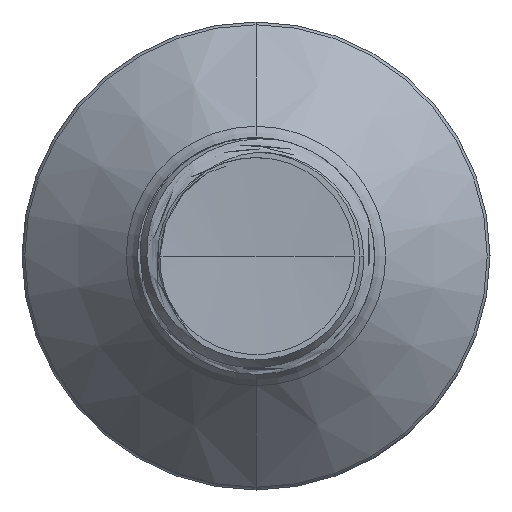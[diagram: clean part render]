
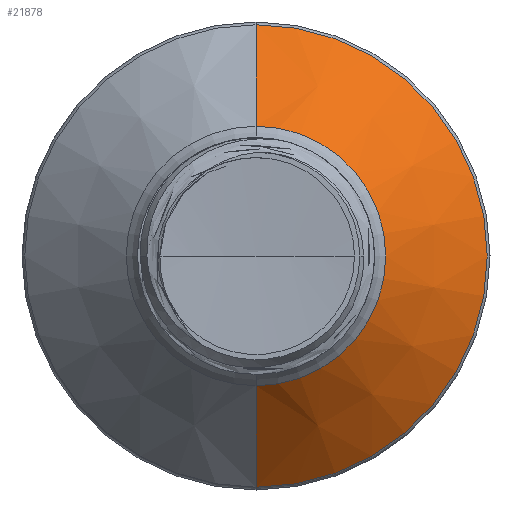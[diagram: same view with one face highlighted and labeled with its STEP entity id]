
A CAD part, front view. The second image highlights one B-rep face of the part: STEP entity #21878.
In plain terms, the highlighted conical face has half-angle 45 degrees and reference radius 4.381 mm.
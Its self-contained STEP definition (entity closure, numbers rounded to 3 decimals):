
#1387 = EDGE_CURVE ( 'NONE', #8701, #11213, #7139, .T. ) ;
#2389 = DIRECTION ( 'NONE',  ( 0., 0.707, -0.707 ) ) ;
#2759 = CARTESIAN_POINT ( 'NONE',  ( 0., 13.058, -4.381 ) ) ;
#2958 = EDGE_LOOP ( 'NONE', ( #18641, #19132, #4580, #23793 ) ) ;
#4580 = ORIENTED_EDGE ( 'NONE', *, *, #7363, .F. ) ;
#6434 = AXIS2_PLACEMENT_3D ( 'NONE', #10636, #22809, #12720 ) ;
#7139 = LINE ( 'NONE', #20655, #20465 ) ;
#7363 = EDGE_CURVE ( 'NONE', #11213, #22568, #18757, .T. ) ;
#8701 = VERTEX_POINT ( 'NONE', #20244 ) ;
#9070 = CARTESIAN_POINT ( 'NONE',  ( 0., 13.058, 0. ) ) ;
#10007 = CONICAL_SURFACE ( 'NONE', #19101, 4.381, 0.785 ) ;
#10150 = CARTESIAN_POINT ( 'NONE',  ( 0., 16.485, 7.807 ) ) ;
#10504 = CARTESIAN_POINT ( 'NONE',  ( 0., 16.485, 0. ) ) ;
#10620 = FACE_OUTER_BOUND ( 'NONE', #2958, .T. ) ;
#10636 = CARTESIAN_POINT ( 'NONE',  ( 0., 13.058, 0. ) ) ;
#11213 = VERTEX_POINT ( 'NONE', #10150 ) ;
#12572 = CIRCLE ( 'NONE', #6434, 4.381 ) ;
#12576 = DIRECTION ( 'NONE',  ( 0., 0., 1. ) ) ;
#12720 = DIRECTION ( 'NONE',  ( 0., 0., 1. ) ) ;
#13274 = EDGE_CURVE ( 'NONE', #23052, #22568, #23648, .T. ) ;
#14422 = CARTESIAN_POINT ( 'NONE',  ( 0., 13.058, -4.381 ) ) ;
#15626 = CARTESIAN_POINT ( 'NONE',  ( 0., 16.485, -7.807 ) ) ;
#18132 = AXIS2_PLACEMENT_3D ( 'NONE', #10504, #22705, #12576 ) ;
#18641 = ORIENTED_EDGE ( 'NONE', *, *, #21635, .T. ) ;
#18757 = CIRCLE ( 'NONE', #18132, 7.807 ) ;
#19101 = AXIS2_PLACEMENT_3D ( 'NONE', #9070, #23160, #20007 ) ;
#19132 = ORIENTED_EDGE ( 'NONE', *, *, #13274, .T. ) ;
#19474 = VECTOR ( 'NONE', #2389, 1000. ) ;
#20007 = DIRECTION ( 'NONE',  ( 0., 0., 1. ) ) ;
#20244 = CARTESIAN_POINT ( 'NONE',  ( 0., 13.058, 4.381 ) ) ;
#20465 = VECTOR ( 'NONE', #20563, 1000. ) ;
#20563 = DIRECTION ( 'NONE',  ( 0., 0.707, 0.707 ) ) ;
#20655 = CARTESIAN_POINT ( 'NONE',  ( 0., 13.058, 4.381 ) ) ;
#21635 = EDGE_CURVE ( 'NONE', #8701, #23052, #12572, .T. ) ;
#21878 = ADVANCED_FACE ( 'NONE', ( #10620 ), #10007, .T. ) ;
#22568 = VERTEX_POINT ( 'NONE', #15626 ) ;
#22705 = DIRECTION ( 'NONE',  ( 0., 1., 0. ) ) ;
#22809 = DIRECTION ( 'NONE',  ( 0., 1., 0. ) ) ;
#23052 = VERTEX_POINT ( 'NONE', #2759 ) ;
#23160 = DIRECTION ( 'NONE',  ( 0., 1., 0. ) ) ;
#23648 = LINE ( 'NONE', #14422, #19474 ) ;
#23793 = ORIENTED_EDGE ( 'NONE', *, *, #1387, .F. ) ;
